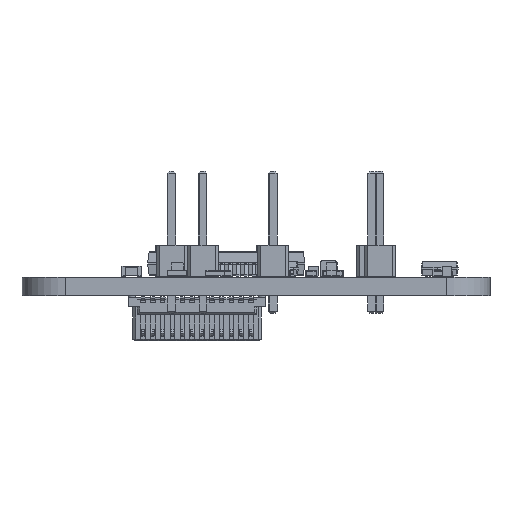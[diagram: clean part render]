
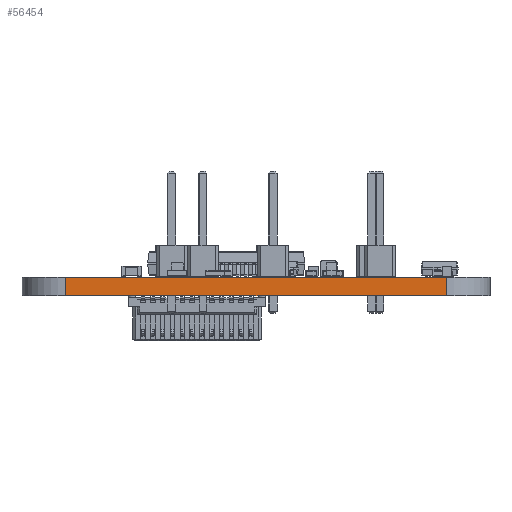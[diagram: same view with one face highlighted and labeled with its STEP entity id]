
A CAD part, left-side view. The second image highlights one B-rep face of the part: STEP entity #56454.
In plain terms, the highlighted planar face has unit normal (-1, 0, 0).
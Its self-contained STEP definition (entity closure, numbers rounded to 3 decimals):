
#55509 = VERTEX_POINT('',#55510);
#55510 = CARTESIAN_POINT('',(-31.05,15.5,0.));
#55517 = EDGE_CURVE('',#55518,#55509,#55520,.T.);
#55518 = VERTEX_POINT('',#55519);
#55519 = CARTESIAN_POINT('',(-31.05,-15.5,0.));
#55520 = LINE('',#55521,#55522);
#55521 = CARTESIAN_POINT('',(-31.05,-15.5,0.));
#55522 = VECTOR('',#55523,1.);
#55523 = DIRECTION('',(0.,1.,0.));
#55968 = VERTEX_POINT('',#55969);
#55969 = CARTESIAN_POINT('',(-31.05,15.5,1.51));
#55976 = EDGE_CURVE('',#55977,#55968,#55979,.T.);
#55977 = VERTEX_POINT('',#55978);
#55978 = CARTESIAN_POINT('',(-31.05,-15.5,1.51));
#55979 = LINE('',#55980,#55981);
#55980 = CARTESIAN_POINT('',(-31.05,-15.5,1.51));
#55981 = VECTOR('',#55982,1.);
#55982 = DIRECTION('',(0.,1.,0.));
#56424 = EDGE_CURVE('',#55509,#55968,#56425,.T.);
#56425 = LINE('',#56426,#56427);
#56426 = CARTESIAN_POINT('',(-31.05,15.5,0.));
#56427 = VECTOR('',#56428,1.);
#56428 = DIRECTION('',(0.,0.,1.));
#56454 = ADVANCED_FACE('',(#56455),#56466,.T.);
#56455 = FACE_BOUND('',#56456,.T.);
#56456 = EDGE_LOOP('',(#56457,#56463,#56464,#56465));
#56457 = ORIENTED_EDGE('',*,*,#56458,.T.);
#56458 = EDGE_CURVE('',#55518,#55977,#56459,.T.);
#56459 = LINE('',#56460,#56461);
#56460 = CARTESIAN_POINT('',(-31.05,-15.5,0.));
#56461 = VECTOR('',#56462,1.);
#56462 = DIRECTION('',(0.,0.,1.));
#56463 = ORIENTED_EDGE('',*,*,#55976,.T.);
#56464 = ORIENTED_EDGE('',*,*,#56424,.F.);
#56465 = ORIENTED_EDGE('',*,*,#55517,.F.);
#56466 = PLANE('',#56467);
#56467 = AXIS2_PLACEMENT_3D('',#56468,#56469,#56470);
#56468 = CARTESIAN_POINT('',(-31.05,-15.5,0.));
#56469 = DIRECTION('',(-1.,0.,0.));
#56470 = DIRECTION('',(0.,1.,0.));
